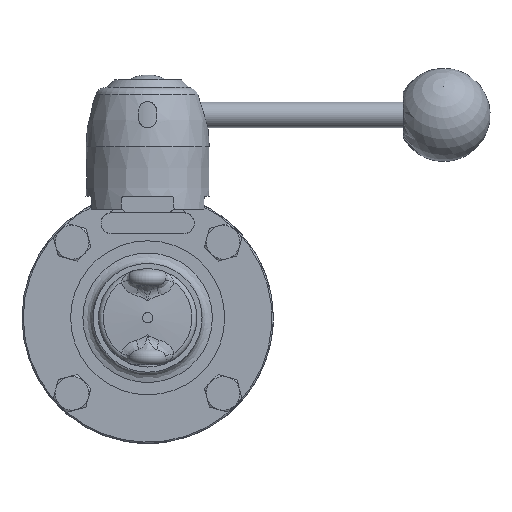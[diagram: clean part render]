
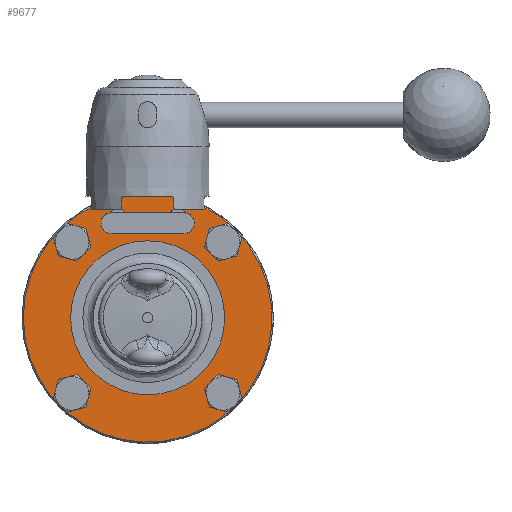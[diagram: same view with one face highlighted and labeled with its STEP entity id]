
A CAD part, left-side view. The second image highlights one B-rep face of the part: STEP entity #9677.
In plain terms, the highlighted planar face has unit normal (-1, 0, 0).
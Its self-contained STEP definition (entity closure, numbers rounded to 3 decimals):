
#809=CARTESIAN_POINT('',(-10.,-29.75,0.));
#810=VERTEX_POINT('',#809);
#811=CARTESIAN_POINT('',(-10.,0.,0.));
#812=DIRECTION('',(-1.0,0.0,0.0));
#813=DIRECTION('',(0.0,-1.0,0.0));
#814=AXIS2_PLACEMENT_3D('',#811,#812,#813);
#815=CIRCLE('',#814,29.75);
#816=EDGE_CURVE('',#810,#810,#815,.T.);
#828=CARTESIAN_POINT('',(-10.0,12.426,46.364));
#829=VERTEX_POINT('',#828);
#837=CARTESIAN_POINT('',(-10.0,-12.426,46.364));
#838=VERTEX_POINT('',#837);
#839=CARTESIAN_POINT('',(-10.0,0.,0.));
#840=DIRECTION('',(1.0,0.0,0.0));
#841=DIRECTION('',(0.0,1.0,0.0));
#842=AXIS2_PLACEMENT_3D('',#839,#840,#841);
#843=CIRCLE('',#842,48.);
#844=EDGE_CURVE('',#829,#838,#843,.T.);
#855=CARTESIAN_POINT('',(-10.0,-12.877,46.24));
#856=VERTEX_POINT('',#855);
#864=CARTESIAN_POINT('',(-10.0,12.877,46.24));
#865=VERTEX_POINT('',#864);
#866=CARTESIAN_POINT('',(-10.0,0.,0.));
#867=DIRECTION('',(1.0,0.0,0.0));
#868=DIRECTION('',(0.0,1.0,0.0));
#869=AXIS2_PLACEMENT_3D('',#866,#867,#868);
#870=CIRCLE('',#869,48.);
#871=EDGE_CURVE('',#856,#865,#870,.T.);
#891=CARTESIAN_POINT('',(-10.,34.671,30.656));
#892=VERTEX_POINT('',#891);
#893=CARTESIAN_POINT('',(-10.0,29.168,29.168));
#894=DIRECTION('',(1.0,0.0,0.0));
#895=DIRECTION('',(0.0,0.965,0.261));
#896=AXIS2_PLACEMENT_3D('',#893,#894,#895);
#897=CIRCLE('',#896,5.7);
#898=EDGE_CURVE('',#892,#892,#897,.T.);
#1761=CARTESIAN_POINT('',(-10.,30.656,-34.671));
#1762=VERTEX_POINT('',#1761);
#1763=CARTESIAN_POINT('',(-10.0,29.168,-29.168));
#1764=DIRECTION('',(1.0,0.0,0.0));
#1765=DIRECTION('',(0.0,0.261,-0.965));
#1766=AXIS2_PLACEMENT_3D('',#1763,#1764,#1765);
#1767=CIRCLE('',#1766,5.7);
#1768=EDGE_CURVE('',#1762,#1762,#1767,.T.);
#2631=CARTESIAN_POINT('',(-10.,-34.671,-30.656));
#2632=VERTEX_POINT('',#2631);
#2633=CARTESIAN_POINT('',(-10.0,-29.168,-29.168));
#2634=DIRECTION('',(1.0,0.0,0.0));
#2635=DIRECTION('',(0.0,-0.965,-0.261));
#2636=AXIS2_PLACEMENT_3D('',#2633,#2634,#2635);
#2637=CIRCLE('',#2636,5.7);
#2638=EDGE_CURVE('',#2632,#2632,#2637,.T.);
#3501=CARTESIAN_POINT('',(-10.,-30.656,34.671));
#3502=VERTEX_POINT('',#3501);
#3503=CARTESIAN_POINT('',(-10.0,-29.168,29.168));
#3504=DIRECTION('',(1.0,0.0,0.0));
#3505=DIRECTION('',(0.0,-0.261,0.965));
#3506=AXIS2_PLACEMENT_3D('',#3503,#3504,#3505);
#3507=CIRCLE('',#3506,5.7);
#3508=EDGE_CURVE('',#3502,#3502,#3507,.T.);
#9326=CARTESIAN_POINT('',(-10.0,-11.5,34.9));
#9327=VERTEX_POINT('',#9326);
#9328=CARTESIAN_POINT('',(-10.0,-11.5,38.5));
#9329=DIRECTION('',(1.0,0.0,0.0));
#9330=DIRECTION('',(0.0,0.0,-1.0));
#9331=AXIS2_PLACEMENT_3D('',#9328,#9329,#9330);
#9332=CIRCLE('',#9331,3.6);
#9333=EDGE_CURVE('',#9327,#9327,#9332,.T.);
#9347=CARTESIAN_POINT('',(-10.0,11.5,34.9));
#9348=VERTEX_POINT('',#9347);
#9349=CARTESIAN_POINT('',(-10.0,11.5,38.5));
#9350=DIRECTION('',(1.0,0.0,0.0));
#9351=DIRECTION('',(0.0,0.0,-1.0));
#9352=AXIS2_PLACEMENT_3D('',#9349,#9350,#9351);
#9353=CIRCLE('',#9352,3.6);
#9354=EDGE_CURVE('',#9348,#9348,#9353,.T.);
#9619=CARTESIAN_POINT('',(-10.0,-39.125,0.));
#9620=DIRECTION('',(-1.0,0.0,0.0));
#9621=DIRECTION('',(0.0,0.0,-1.0));
#9622=AXIS2_PLACEMENT_3D('',#9619,#9620,#9621);
#9623=PLANE('',#9622);
#9624=CARTESIAN_POINT('',(-10.,12.426,46.24));
#9625=VERTEX_POINT('',#9624);
#9626=CARTESIAN_POINT('',(-10.0,12.426,46.364));
#9627=DIRECTION('',(0.0,0.0,-1.0));
#9628=VECTOR('',#9627,0.123);
#9629=LINE('',#9626,#9628);
#9630=EDGE_CURVE('',#829,#9625,#9629,.T.);
#9631=ORIENTED_EDGE('',*,*,#9630,.T.);
#9632=CARTESIAN_POINT('',(-10.0,12.426,46.24));
#9633=DIRECTION('',(0.0,1.0,0.0));
#9634=VECTOR('',#9633,0.452);
#9635=LINE('',#9632,#9634);
#9636=EDGE_CURVE('',#9625,#865,#9635,.T.);
#9637=ORIENTED_EDGE('',*,*,#9636,.T.);
#9638=ORIENTED_EDGE('',*,*,#871,.F.);
#9639=CARTESIAN_POINT('',(-10.,-12.426,46.24));
#9640=VERTEX_POINT('',#9639);
#9641=CARTESIAN_POINT('',(-10.0,-12.877,46.24));
#9642=DIRECTION('',(0.0,1.0,0.0));
#9643=VECTOR('',#9642,0.452);
#9644=LINE('',#9641,#9643);
#9645=EDGE_CURVE('',#856,#9640,#9644,.T.);
#9646=ORIENTED_EDGE('',*,*,#9645,.T.);
#9647=CARTESIAN_POINT('',(-10.0,-12.426,46.24));
#9648=DIRECTION('',(0.0,0.0,1.0));
#9649=VECTOR('',#9648,0.123);
#9650=LINE('',#9647,#9649);
#9651=EDGE_CURVE('',#9640,#838,#9650,.T.);
#9652=ORIENTED_EDGE('',*,*,#9651,.T.);
#9653=ORIENTED_EDGE('',*,*,#844,.F.);
#9654=EDGE_LOOP('',(#9631,#9637,#9638,#9646,#9652,#9653));
#9655=FACE_OUTER_BOUND('',#9654,.T.);
#9656=ORIENTED_EDGE('',*,*,#9354,.T.);
#9657=EDGE_LOOP('',(#9656));
#9658=FACE_BOUND('',#9657,.T.);
#9659=ORIENTED_EDGE('',*,*,#9333,.T.);
#9660=EDGE_LOOP('',(#9659));
#9661=FACE_BOUND('',#9660,.T.);
#9662=ORIENTED_EDGE('',*,*,#816,.F.);
#9663=EDGE_LOOP('',(#9662));
#9664=FACE_BOUND('',#9663,.T.);
#9665=ORIENTED_EDGE('',*,*,#898,.T.);
#9666=EDGE_LOOP('',(#9665));
#9667=FACE_BOUND('',#9666,.T.);
#9668=ORIENTED_EDGE('',*,*,#1768,.T.);
#9669=EDGE_LOOP('',(#9668));
#9670=FACE_BOUND('',#9669,.T.);
#9671=ORIENTED_EDGE('',*,*,#2638,.T.);
#9672=EDGE_LOOP('',(#9671));
#9673=FACE_BOUND('',#9672,.T.);
#9674=ORIENTED_EDGE('',*,*,#3508,.T.);
#9675=EDGE_LOOP('',(#9674));
#9676=FACE_BOUND('',#9675,.T.);
#9677=ADVANCED_FACE('',(#9655,#9658,#9661,#9664,#9667,#9670,#9673,#9676),#9623,.T.);
